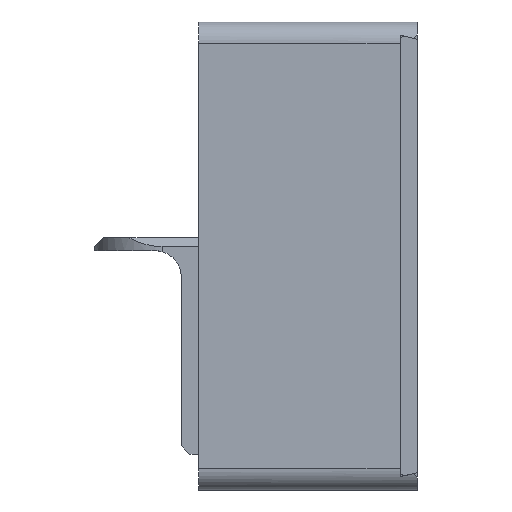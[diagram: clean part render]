
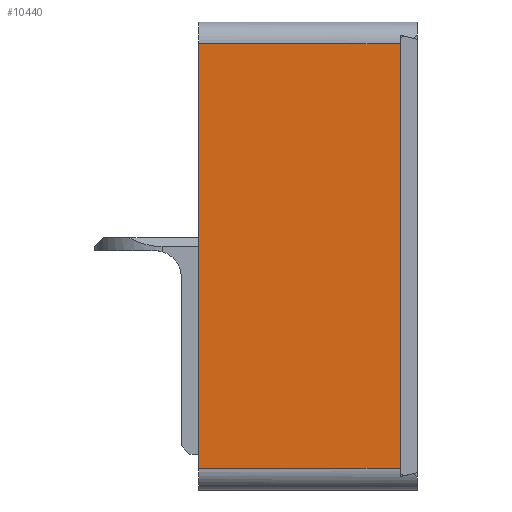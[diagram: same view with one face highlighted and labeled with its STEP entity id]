
A CAD part, front view. The second image highlights one B-rep face of the part: STEP entity #10440.
In plain terms, the highlighted planar face has unit normal (0, -1, 0).
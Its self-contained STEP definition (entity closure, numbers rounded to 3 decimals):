
#940=FACE_OUTER_BOUND('',#1585,.T.);
#1585=EDGE_LOOP('',(#8491,#8492,#8493,#8494));
#2690=LINE('',#15873,#3884);
#2712=LINE('',#16106,#3906);
#2713=LINE('',#16112,#3907);
#2714=LINE('',#16113,#3908);
#3884=VECTOR('',#12818,10.);
#3906=VECTOR('',#12846,10.);
#3907=VECTOR('',#12853,10.);
#3908=VECTOR('',#12854,10.);
#4789=VERTEX_POINT('',#15870);
#4790=VERTEX_POINT('',#15872);
#4843=VERTEX_POINT('',#16104);
#4845=VERTEX_POINT('',#16111);
#6083=EDGE_CURVE('',#4789,#4790,#2690,.T.);
#6138=EDGE_CURVE('',#4843,#4789,#2712,.T.);
#6141=EDGE_CURVE('',#4845,#4843,#2713,.T.);
#6142=EDGE_CURVE('',#4790,#4845,#2714,.T.);
#8491=ORIENTED_EDGE('',*,*,#6138,.F.);
#8492=ORIENTED_EDGE('',*,*,#6141,.F.);
#8493=ORIENTED_EDGE('',*,*,#6142,.F.);
#8494=ORIENTED_EDGE('',*,*,#6083,.F.);
#9986=PLANE('',#11061);
#10440=ADVANCED_FACE('',(#940),#9986,.T.);
#11061=AXIS2_PLACEMENT_3D('',#16110,#12851,#12852);
#12818=DIRECTION('',(0.,0.,1.));
#12846=DIRECTION('',(-1.,0.,0.));
#12851=DIRECTION('center_axis',(0.,-1.,0.));
#12852=DIRECTION('ref_axis',(0.,0.,-1.));
#12853=DIRECTION('',(0.,0.,-1.));
#12854=DIRECTION('',(1.,0.,0.));
#15870=CARTESIAN_POINT('',(100.,-94.914,-198.207));
#15872=CARTESIAN_POINT('',(100.,-94.914,-100.207));
#15873=CARTESIAN_POINT('',(100.,-94.914,-203.207));
#16104=CARTESIAN_POINT('',(146.5,-94.914,-198.207));
#16106=CARTESIAN_POINT('',(100.,-94.914,-198.207));
#16110=CARTESIAN_POINT('Origin',(100.,-94.914,-95.207));
#16111=CARTESIAN_POINT('',(146.5,-94.914,-100.207));
#16112=CARTESIAN_POINT('',(146.5,-94.914,-203.207));
#16113=CARTESIAN_POINT('',(100.,-94.914,-100.207));
